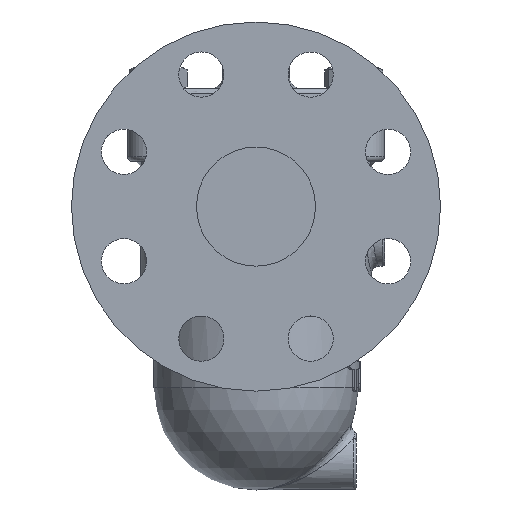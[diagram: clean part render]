
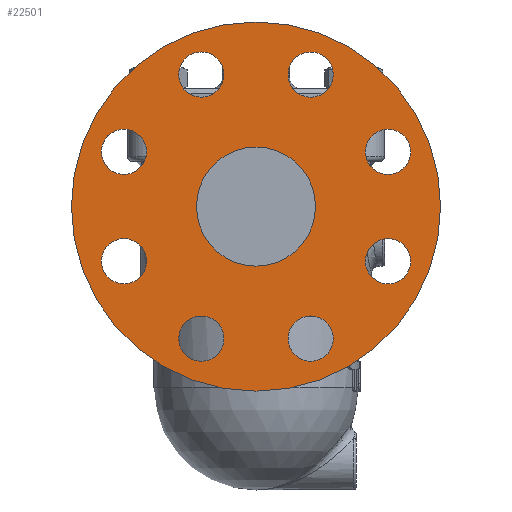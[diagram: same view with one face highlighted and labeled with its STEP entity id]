
A CAD part, left-side view. The second image highlights one B-rep face of the part: STEP entity #22501.
In plain terms, the highlighted planar face has unit normal (-1, 0, 0).
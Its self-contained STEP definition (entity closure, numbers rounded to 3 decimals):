
#21532=CARTESIAN_POINT('',(-124.,0.,-96.5));
#21533=VERTEX_POINT('',#21532);
#21534=CARTESIAN_POINT('',(-124.,0.0,-19.));
#21535=DIRECTION('',(-1.0,0.0,0.0));
#21536=DIRECTION('',(0.0,0.0,1.0));
#21537=AXIS2_PLACEMENT_3D('',#21534,#21535,#21536);
#21538=CIRCLE('',#21537,77.5);
#21539=EDGE_CURVE('',#21533,#21533,#21538,.T.);
#21584=CARTESIAN_POINT('',(-124.0,0.,-44.));
#21585=VERTEX_POINT('',#21584);
#21586=CARTESIAN_POINT('',(-124.0,0.0,-19.));
#21587=DIRECTION('',(1.0,0.0,0.0));
#21588=DIRECTION('',(0.0,0.0,1.0));
#21589=AXIS2_PLACEMENT_3D('',#21586,#21587,#21588);
#21590=CIRCLE('',#21589,25.0);
#21591=EDGE_CURVE('',#21585,#21585,#21590,.T.);
#21610=CARTESIAN_POINT('',(-124.0,-16.243,29.715));
#21611=VERTEX_POINT('',#21610);
#21612=CARTESIAN_POINT('',(-124.,-22.961,36.433));
#21613=DIRECTION('',(1.0,0.,0.));
#21614=DIRECTION('',(0.,0.707,-0.707));
#21615=AXIS2_PLACEMENT_3D('',#21612,#21613,#21614);
#21616=CIRCLE('',#21615,9.5);
#21617=EDGE_CURVE('',#21611,#21611,#21616,.T.);
#21630=CARTESIAN_POINT('',(-124.0,-45.933,3.961));
#21631=VERTEX_POINT('',#21630);
#21632=CARTESIAN_POINT('',(-124.,-55.433,3.961));
#21633=DIRECTION('',(1.0,0.0,0.0));
#21634=DIRECTION('',(0.0,1.0,0.0));
#21635=AXIS2_PLACEMENT_3D('',#21632,#21633,#21634);
#21636=CIRCLE('',#21635,9.5);
#21637=EDGE_CURVE('',#21631,#21631,#21636,.T.);
#21650=CARTESIAN_POINT('',(-124.,-48.715,-35.243));
#21651=VERTEX_POINT('',#21650);
#21652=CARTESIAN_POINT('',(-124.,-55.433,-41.961));
#21653=DIRECTION('',(1.0,0.,0.));
#21654=DIRECTION('',(0.,0.707,0.707));
#21655=AXIS2_PLACEMENT_3D('',#21652,#21653,#21654);
#21656=CIRCLE('',#21655,9.5);
#21657=EDGE_CURVE('',#21651,#21651,#21656,.T.);
#21670=CARTESIAN_POINT('',(-124.,-22.961,-64.933));
#21671=VERTEX_POINT('',#21670);
#21672=CARTESIAN_POINT('',(-124.,-22.961,-74.433));
#21673=DIRECTION('',(1.0,0.0,0.0));
#21674=DIRECTION('',(0.0,0.0,1.0));
#21675=AXIS2_PLACEMENT_3D('',#21672,#21673,#21674);
#21676=CIRCLE('',#21675,9.5);
#21677=EDGE_CURVE('',#21671,#21671,#21676,.T.);
#21690=CARTESIAN_POINT('',(-124.0,16.243,-67.715));
#21691=VERTEX_POINT('',#21690);
#21692=CARTESIAN_POINT('',(-124.,22.961,-74.433));
#21693=DIRECTION('',(1.,0.,0.));
#21694=DIRECTION('',(0.,-0.707,0.707));
#21695=AXIS2_PLACEMENT_3D('',#21692,#21693,#21694);
#21696=CIRCLE('',#21695,9.5);
#21697=EDGE_CURVE('',#21691,#21691,#21696,.T.);
#21710=CARTESIAN_POINT('',(-124.0,45.933,-41.961));
#21711=VERTEX_POINT('',#21710);
#21712=CARTESIAN_POINT('',(-124.,55.433,-41.961));
#21713=DIRECTION('',(1.0,0.0,0.0));
#21714=DIRECTION('',(0.0,-1.0,0.0));
#21715=AXIS2_PLACEMENT_3D('',#21712,#21713,#21714);
#21716=CIRCLE('',#21715,9.5);
#21717=EDGE_CURVE('',#21711,#21711,#21716,.T.);
#21730=CARTESIAN_POINT('',(-124.0,48.715,-2.757));
#21731=VERTEX_POINT('',#21730);
#21732=CARTESIAN_POINT('',(-124.,55.433,3.961));
#21733=DIRECTION('',(1.,0.,0.));
#21734=DIRECTION('',(0.,-0.707,-0.707));
#21735=AXIS2_PLACEMENT_3D('',#21732,#21733,#21734);
#21736=CIRCLE('',#21735,9.5);
#21737=EDGE_CURVE('',#21731,#21731,#21736,.T.);
#21750=CARTESIAN_POINT('',(-124.0,22.961,26.933));
#21751=VERTEX_POINT('',#21750);
#21752=CARTESIAN_POINT('',(-124.,22.961,36.433));
#21753=DIRECTION('',(1.0,0.0,0.0));
#21754=DIRECTION('',(0.0,0.0,-1.0));
#21755=AXIS2_PLACEMENT_3D('',#21752,#21753,#21754);
#21756=CIRCLE('',#21755,9.5);
#21757=EDGE_CURVE('',#21751,#21751,#21756,.T.);
#22466=CARTESIAN_POINT('',(-124.0,0.0,-38.0));
#22467=DIRECTION('',(-1.0,0.0,0.0));
#22468=DIRECTION('',(0.0,0.0,1.0));
#22469=AXIS2_PLACEMENT_3D('',#22466,#22467,#22468);
#22470=PLANE('',#22469);
#22471=ORIENTED_EDGE('',*,*,#21539,.T.);
#22472=EDGE_LOOP('',(#22471));
#22473=FACE_OUTER_BOUND('',#22472,.T.);
#22474=ORIENTED_EDGE('',*,*,#21591,.T.);
#22475=EDGE_LOOP('',(#22474));
#22476=FACE_BOUND('',#22475,.T.);
#22477=ORIENTED_EDGE('',*,*,#21617,.T.);
#22478=EDGE_LOOP('',(#22477));
#22479=FACE_BOUND('',#22478,.T.);
#22480=ORIENTED_EDGE('',*,*,#21637,.T.);
#22481=EDGE_LOOP('',(#22480));
#22482=FACE_BOUND('',#22481,.T.);
#22483=ORIENTED_EDGE('',*,*,#21657,.T.);
#22484=EDGE_LOOP('',(#22483));
#22485=FACE_BOUND('',#22484,.T.);
#22486=ORIENTED_EDGE('',*,*,#21677,.T.);
#22487=EDGE_LOOP('',(#22486));
#22488=FACE_BOUND('',#22487,.T.);
#22489=ORIENTED_EDGE('',*,*,#21697,.T.);
#22490=EDGE_LOOP('',(#22489));
#22491=FACE_BOUND('',#22490,.T.);
#22492=ORIENTED_EDGE('',*,*,#21717,.T.);
#22493=EDGE_LOOP('',(#22492));
#22494=FACE_BOUND('',#22493,.T.);
#22495=ORIENTED_EDGE('',*,*,#21737,.T.);
#22496=EDGE_LOOP('',(#22495));
#22497=FACE_BOUND('',#22496,.T.);
#22498=ORIENTED_EDGE('',*,*,#21757,.T.);
#22499=EDGE_LOOP('',(#22498));
#22500=FACE_BOUND('',#22499,.T.);
#22501=ADVANCED_FACE('',(#22473,#22476,#22479,#22482,#22485,#22488,#22491,#22494,#22497,#22500),#22470,.T.);
